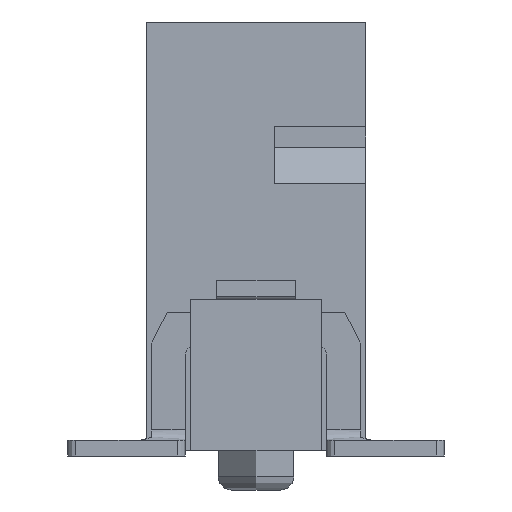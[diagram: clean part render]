
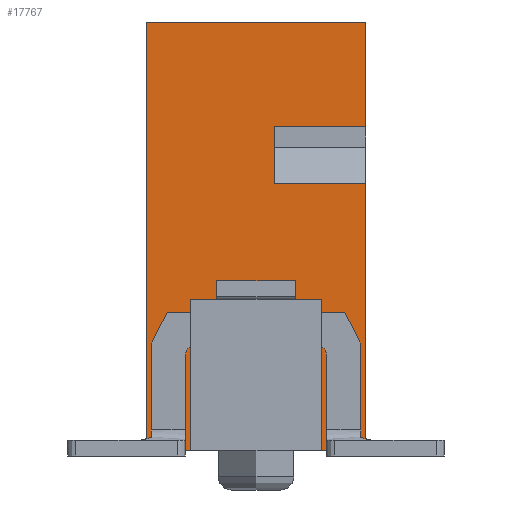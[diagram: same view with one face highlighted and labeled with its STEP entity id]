
A CAD part, left-side view. The second image highlights one B-rep face of the part: STEP entity #17767.
In plain terms, the highlighted planar face has unit normal (-1, 0, 0).
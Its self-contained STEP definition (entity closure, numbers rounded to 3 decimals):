
#17018=CARTESIAN_POINT('',(-3.905,2.1,8.2));
#17019=VERTEX_POINT('',#17018);
#17026=CARTESIAN_POINT('',(-3.905,-2.1,8.2));
#17027=VERTEX_POINT('',#17026);
#17028=CARTESIAN_POINT('',(-3.905,2.1,8.2));
#17029=DIRECTION('',(0.,-1.,0.));
#17030=VECTOR('',#17029,4.2);
#17031=LINE('',#17028,#17030);
#17032=EDGE_CURVE('',#17019,#17027,#17031,.T.);
#17557=CARTESIAN_POINT('',(-3.905,2.1,0.));
#17558=VERTEX_POINT('',#17557);
#17565=CARTESIAN_POINT('',(-3.905,2.1,0.));
#17566=DIRECTION('',(0.,0.,1.));
#17567=VECTOR('',#17566,8.2);
#17568=LINE('',#17565,#17567);
#17569=EDGE_CURVE('',#17558,#17019,#17568,.T.);
#17584=CARTESIAN_POINT('',(-3.905,0.,4.1));
#17585=DIRECTION('',(0.,-1.,0.));
#17586=DIRECTION('',(-1.,0.,0.));
#17587=AXIS2_PLACEMENT_3D('',#17584,#17586,#17585);
#17588=PLANE('',#17587);
#17589=CARTESIAN_POINT('',(-3.905,-0.7,1.));
#17590=VERTEX_POINT('',#17589);
#17591=CARTESIAN_POINT('',(-3.905,-0.75,1.));
#17592=VERTEX_POINT('',#17591);
#17593=CARTESIAN_POINT('',(-3.905,-0.7,1.));
#17594=DIRECTION('',(0.,-1.,0.));
#17595=VECTOR('',#17594,0.05);
#17596=LINE('',#17593,#17595);
#17597=EDGE_CURVE('',#17590,#17592,#17596,.T.);
#17598=ORIENTED_EDGE('',*,*,#17597,.T.);
#17599=CARTESIAN_POINT('',(-3.905,-0.75,1.75));
#17600=VERTEX_POINT('',#17599);
#17601=CARTESIAN_POINT('',(-3.905,-0.75,1.));
#17602=DIRECTION('',(0.,0.,1.));
#17603=VECTOR('',#17602,0.75);
#17604=LINE('',#17601,#17603);
#17605=EDGE_CURVE('',#17592,#17600,#17604,.T.);
#17606=ORIENTED_EDGE('',*,*,#17605,.T.);
#17607=CARTESIAN_POINT('',(-3.905,-0.9,1.9));
#17608=VERTEX_POINT('',#17607);
#17609=CARTESIAN_POINT('',(-3.905,-0.75,1.75));
#17610=DIRECTION('',(0.,-0.707,0.707));
#17611=VECTOR('',#17610,0.212);
#17612=LINE('',#17609,#17611);
#17613=EDGE_CURVE('',#17600,#17608,#17612,.T.);
#17614=ORIENTED_EDGE('',*,*,#17613,.T.);
#17615=CARTESIAN_POINT('',(-3.905,-1.1,1.9));
#17616=VERTEX_POINT('',#17615);
#17617=CARTESIAN_POINT('',(-3.905,-0.9,1.9));
#17618=DIRECTION('',(0.,-1.,0.));
#17619=VECTOR('',#17618,0.2);
#17620=LINE('',#17617,#17619);
#17621=EDGE_CURVE('',#17608,#17616,#17620,.T.);
#17622=ORIENTED_EDGE('',*,*,#17621,.T.);
#17623=CARTESIAN_POINT('',(-3.905,-1.25,1.75));
#17624=VERTEX_POINT('',#17623);
#17625=CARTESIAN_POINT('',(-3.905,-1.1,1.9));
#17626=DIRECTION('',(0.,-0.707,-0.707));
#17627=VECTOR('',#17626,0.212);
#17628=LINE('',#17625,#17627);
#17629=EDGE_CURVE('',#17616,#17624,#17628,.T.);
#17630=ORIENTED_EDGE('',*,*,#17629,.T.);
#17631=CARTESIAN_POINT('',(-3.905,-1.25,0.));
#17632=VERTEX_POINT('',#17631);
#17633=CARTESIAN_POINT('',(-3.905,-1.25,1.75));
#17634=DIRECTION('',(0.,0.,-1.));
#17635=VECTOR('',#17634,1.75);
#17636=LINE('',#17633,#17635);
#17637=EDGE_CURVE('',#17624,#17632,#17636,.T.);
#17638=ORIENTED_EDGE('',*,*,#17637,.T.);
#17639=CARTESIAN_POINT('',(-3.905,-2.1,0.));
#17640=VERTEX_POINT('',#17639);
#17641=CARTESIAN_POINT('',(-3.905,-1.25,0.));
#17642=DIRECTION('',(0.,-1.,0.));
#17643=VECTOR('',#17642,0.85);
#17644=LINE('',#17641,#17643);
#17645=EDGE_CURVE('',#17632,#17640,#17644,.T.);
#17646=ORIENTED_EDGE('',*,*,#17645,.T.);
#17647=CARTESIAN_POINT('',(-3.905,-2.1,5.11));
#17648=VERTEX_POINT('',#17647);
#17649=CARTESIAN_POINT('',(-3.905,-2.1,0.));
#17650=DIRECTION('',(0.,0.,1.));
#17651=VECTOR('',#17650,5.11);
#17652=LINE('',#17649,#17651);
#17653=EDGE_CURVE('',#17640,#17648,#17652,.T.);
#17654=ORIENTED_EDGE('',*,*,#17653,.T.);
#17655=CARTESIAN_POINT('',(-3.905,-0.35,5.11));
#17656=VERTEX_POINT('',#17655);
#17657=CARTESIAN_POINT('',(-3.905,-2.1,5.11));
#17658=DIRECTION('',(0.,1.,0.));
#17659=VECTOR('',#17658,1.75);
#17660=LINE('',#17657,#17659);
#17661=EDGE_CURVE('',#17648,#17656,#17660,.T.);
#17662=ORIENTED_EDGE('',*,*,#17661,.T.);
#17663=CARTESIAN_POINT('',(-3.905,-0.35,6.2));
#17664=VERTEX_POINT('',#17663);
#17665=CARTESIAN_POINT('',(-3.905,-0.35,5.11));
#17666=DIRECTION('',(0.,0.,1.));
#17667=VECTOR('',#17666,1.09);
#17668=LINE('',#17665,#17667);
#17669=EDGE_CURVE('',#17656,#17664,#17668,.T.);
#17670=ORIENTED_EDGE('',*,*,#17669,.T.);
#17671=CARTESIAN_POINT('',(-3.905,-2.1,6.2));
#17672=VERTEX_POINT('',#17671);
#17673=CARTESIAN_POINT('',(-3.905,-0.35,6.2));
#17674=DIRECTION('',(0.,-1.,0.));
#17675=VECTOR('',#17674,1.75);
#17676=LINE('',#17673,#17675);
#17677=EDGE_CURVE('',#17664,#17672,#17676,.T.);
#17678=ORIENTED_EDGE('',*,*,#17677,.T.);
#17679=CARTESIAN_POINT('',(-3.905,-2.1,6.2));
#17680=DIRECTION('',(0.,0.,1.));
#17681=VECTOR('',#17680,2.);
#17682=LINE('',#17679,#17681);
#17683=EDGE_CURVE('',#17672,#17027,#17682,.T.);
#17684=ORIENTED_EDGE('',*,*,#17683,.T.);
#17685=ORIENTED_EDGE('',*,*,#17032,.F.);
#17686=ORIENTED_EDGE('',*,*,#17569,.F.);
#17687=CARTESIAN_POINT('',(-3.905,1.25,0.));
#17688=VERTEX_POINT('',#17687);
#17689=CARTESIAN_POINT('',(-3.905,2.1,0.));
#17690=DIRECTION('',(0.,-1.,0.));
#17691=VECTOR('',#17690,0.85);
#17692=LINE('',#17689,#17691);
#17693=EDGE_CURVE('',#17558,#17688,#17692,.T.);
#17694=ORIENTED_EDGE('',*,*,#17693,.T.);
#17695=CARTESIAN_POINT('',(-3.905,1.25,1.75));
#17696=VERTEX_POINT('',#17695);
#17697=CARTESIAN_POINT('',(-3.905,1.25,0.));
#17698=DIRECTION('',(0.,0.,1.));
#17699=VECTOR('',#17698,1.75);
#17700=LINE('',#17697,#17699);
#17701=EDGE_CURVE('',#17688,#17696,#17700,.T.);
#17702=ORIENTED_EDGE('',*,*,#17701,.T.);
#17703=CARTESIAN_POINT('',(-3.905,1.1,1.9));
#17704=VERTEX_POINT('',#17703);
#17705=CARTESIAN_POINT('',(-3.905,1.25,1.75));
#17706=DIRECTION('',(0.,-0.707,0.707));
#17707=VECTOR('',#17706,0.212);
#17708=LINE('',#17705,#17707);
#17709=EDGE_CURVE('',#17696,#17704,#17708,.T.);
#17710=ORIENTED_EDGE('',*,*,#17709,.T.);
#17711=CARTESIAN_POINT('',(-3.905,0.9,1.9));
#17712=VERTEX_POINT('',#17711);
#17713=CARTESIAN_POINT('',(-3.905,1.1,1.9));
#17714=DIRECTION('',(0.,-1.,0.));
#17715=VECTOR('',#17714,0.2);
#17716=LINE('',#17713,#17715);
#17717=EDGE_CURVE('',#17704,#17712,#17716,.T.);
#17718=ORIENTED_EDGE('',*,*,#17717,.T.);
#17719=CARTESIAN_POINT('',(-3.905,0.75,1.75));
#17720=VERTEX_POINT('',#17719);
#17721=CARTESIAN_POINT('',(-3.905,0.9,1.9));
#17722=DIRECTION('',(0.,-0.707,-0.707));
#17723=VECTOR('',#17722,0.212);
#17724=LINE('',#17721,#17723);
#17725=EDGE_CURVE('',#17712,#17720,#17724,.T.);
#17726=ORIENTED_EDGE('',*,*,#17725,.T.);
#17727=CARTESIAN_POINT('',(-3.905,0.75,1.));
#17728=VERTEX_POINT('',#17727);
#17729=CARTESIAN_POINT('',(-3.905,0.75,1.75));
#17730=DIRECTION('',(0.,0.,-1.));
#17731=VECTOR('',#17730,0.75);
#17732=LINE('',#17729,#17731);
#17733=EDGE_CURVE('',#17720,#17728,#17732,.T.);
#17734=ORIENTED_EDGE('',*,*,#17733,.T.);
#17735=CARTESIAN_POINT('',(-3.905,0.7,1.));
#17736=VERTEX_POINT('',#17735);
#17737=CARTESIAN_POINT('',(-3.905,0.75,1.));
#17738=DIRECTION('',(0.,-1.,0.));
#17739=VECTOR('',#17738,0.05);
#17740=LINE('',#17737,#17739);
#17741=EDGE_CURVE('',#17728,#17736,#17740,.T.);
#17742=ORIENTED_EDGE('',*,*,#17741,.T.);
#17743=CARTESIAN_POINT('',(-3.905,0.7,0.1));
#17744=VERTEX_POINT('',#17743);
#17745=CARTESIAN_POINT('',(-3.905,0.7,1.));
#17746=DIRECTION('',(0.,0.,-1.));
#17747=VECTOR('',#17746,0.9);
#17748=LINE('',#17745,#17747);
#17749=EDGE_CURVE('',#17736,#17744,#17748,.T.);
#17750=ORIENTED_EDGE('',*,*,#17749,.T.);
#17751=CARTESIAN_POINT('',(-3.905,-0.7,0.1));
#17752=VERTEX_POINT('',#17751);
#17753=CARTESIAN_POINT('',(-3.905,0.7,0.1));
#17754=DIRECTION('',(0.,-1.,0.));
#17755=VECTOR('',#17754,1.4);
#17756=LINE('',#17753,#17755);
#17757=EDGE_CURVE('',#17744,#17752,#17756,.T.);
#17758=ORIENTED_EDGE('',*,*,#17757,.T.);
#17759=CARTESIAN_POINT('',(-3.905,-0.7,0.1));
#17760=DIRECTION('',(0.,0.,1.));
#17761=VECTOR('',#17760,0.9);
#17762=LINE('',#17759,#17761);
#17763=EDGE_CURVE('',#17752,#17590,#17762,.T.);
#17764=ORIENTED_EDGE('',*,*,#17763,.T.);
#17765=EDGE_LOOP('',(#17598,#17606,#17614,#17622,#17630,#17638,#17646,#17654,#17662,#17670,#17678,#17684,#17685,#17686,#17694,#17702,#17710,#17718,#17726,#17734,#17742,#17750,#17758,#17764));
#17766=FACE_OUTER_BOUND('',#17765,.T.);
#17767=ADVANCED_FACE('',(#17766),#17588,.T.);
